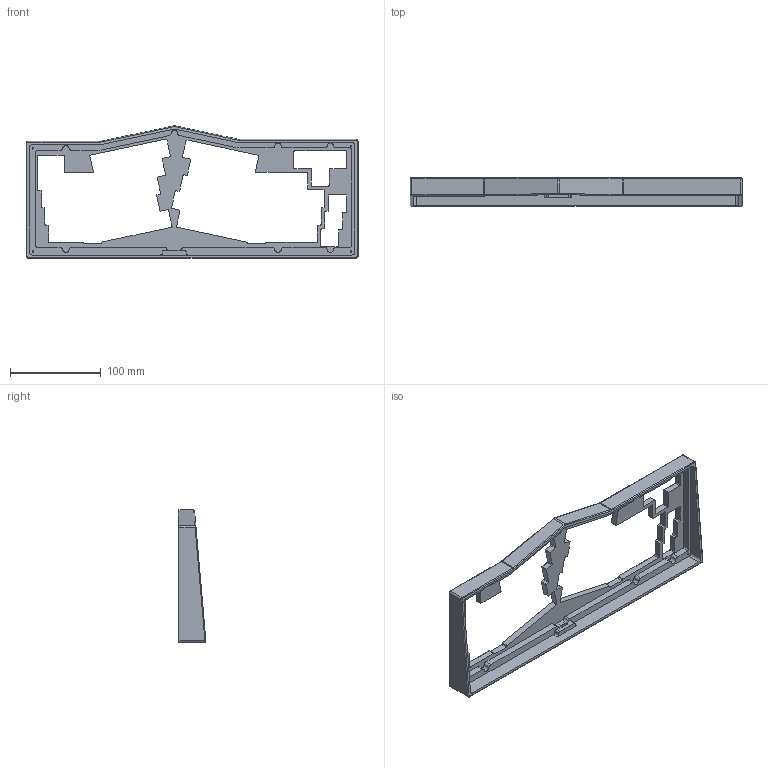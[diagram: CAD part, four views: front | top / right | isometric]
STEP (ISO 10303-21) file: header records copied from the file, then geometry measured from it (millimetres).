
FILE_DESCRIPTION(/* description */ (''),/* implementation_level */ '2;1');
FILE_NAME(/* name */ 'Top.step',/* time_stamp */ '2021-01-25T15:44:56-05:00',/* author */ (''),/* organization */ (''),/* preprocessor_version */ 'ST-DEVELOPER v18.1',/* originating_system */ 'Autodesk Translation Framework v9.7.1.1290',/* authorisation */ '');
FILE_SCHEMA (('AUTOMOTIVE_DESIGN { 1 0 10303 214 3 1 1 }'));
Length unit declared in the file: millimetre
Products named in the file (1): Top
Bounding box: 364.88 x 30.64 x 145.48 mm (x, y, z)
Volume: 253275.8 mm3; surface area: 91382.6 mm2
Topology: 1 solids, 1 shells, 432 faces, 1097 edges, 642 vertices
Faces by surface type: plane 191, cylinder 145, cone 82, bspline 11, torus 3
Full cylindrical faces by diameter (mm): 1.623 x4
Entity records: 12778 total; most frequent: CARTESIAN_POINT 2326, DIRECTION 2265, ORIENTED_EDGE 2132, EDGE_CURVE 1066, AXIS2_PLACEMENT_3D 777, LINE 711, VECTOR 711, VERTEX_POINT 642
